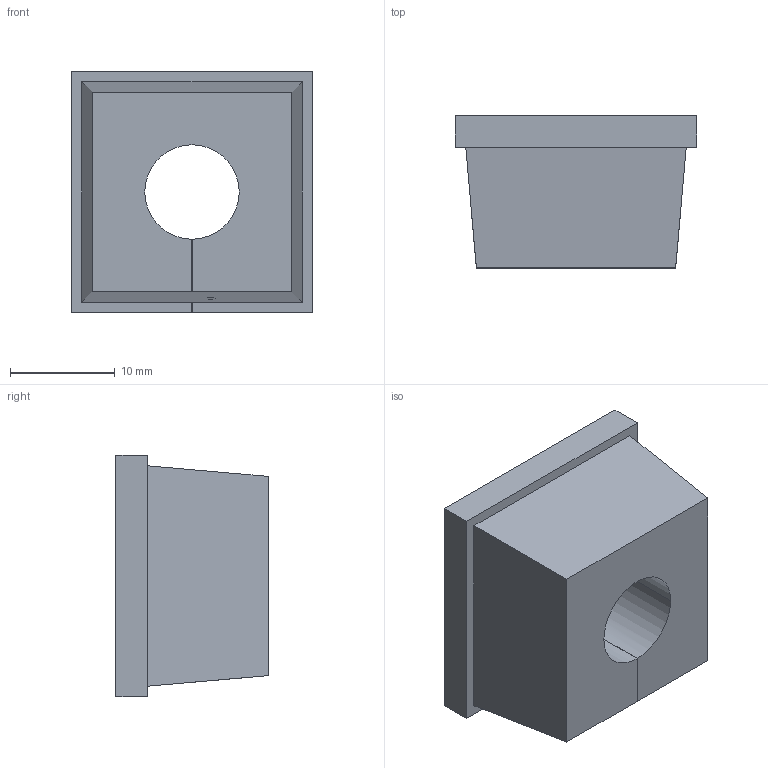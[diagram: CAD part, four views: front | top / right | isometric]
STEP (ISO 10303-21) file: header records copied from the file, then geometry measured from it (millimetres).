
FILE_DESCRIPTION (( 'STEP AP203' ), '1' );
FILE_NAME ('BPA-S-0018C.step', '2021-11-30T13:54:04', ( '' ), ( '' ), 'SwSTEP 2.0', 'SolidWorks 2021', '' );
FILE_SCHEMA (( 'CONFIG_CONTROL_DESIGN' ));
Length unit declared in the file: millimetre
Products named in the file (1): BPA-S-0018C
Bounding box: 23 x 14.5 x 23 mm (x, y, z)
Volume: 5264.6 mm3; surface area: 2668.9 mm2
Topology: 1 solids, 1 shells, 24 faces, 66 edges, 44 vertices
Faces by surface type: plane 17, cylinder 7
Entity records: 922 total; most frequent: CARTESIAN_POINT 244, ORIENTED_EDGE 132, DIRECTION 114, EDGE_CURVE 66, LINE 52, VECTOR 52, VERTEX_POINT 44, AXIS2_PLACEMENT_3D 31
